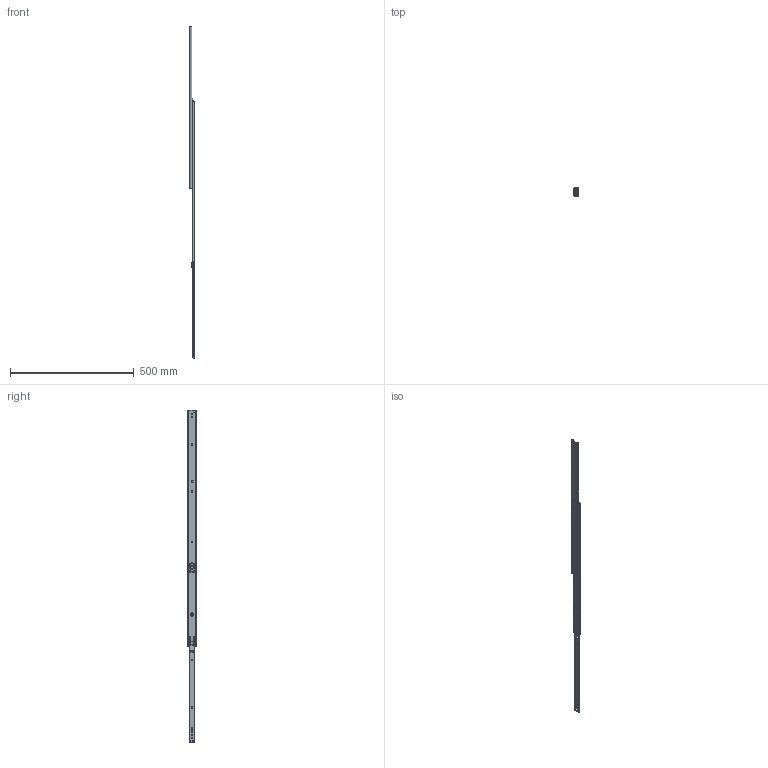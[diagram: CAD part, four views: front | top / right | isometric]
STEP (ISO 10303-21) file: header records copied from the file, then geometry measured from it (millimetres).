
FILE_DESCRIPTION(/* description */ ('Überauszug Serie 044 660x687'),/* implementation_level */ '2;1');
FILE_NAME(/* name */ '07000058010.stp',/* time_stamp */ '2020-06-17T15:20:30+02:00',/* author */ ('Dennis Bruder'),/* organization */ (''),/* preprocessor_version */ 'ST-DEVELOPER v18',/* originating_system */ 'Autodesk Inventor 2020',/* authorisation */ '');
FILE_SCHEMA (('AUTOMOTIVE_DESIGN { 1 0 10303 214 3 1 1 }'));
Products named in the file (1): 07000058010
Bounding box: 19 x 35.2 x 1342.5 mm (x, y, z)
Volume: 205800.4 mm3; surface area: 316273.3 mm2
Topology: 117 solids, 117 shells, 6215 faces, 19132 edges, 12472 vertices
Faces by surface type: plane 2448, cylinder 1379, bspline 1167, cone 630, torus 475, sphere 116
Full cylindrical faces by diameter (mm): 4 x51, 4.5 x1, 4.6 x1, 4.9 x3, 5 x3, 5.1 x1, 6 x1, 6.1 x2, 8 x1, 14 x4
Entity records: 263382 total; most frequent: CARTESIAN_POINT 100003, ORIENTED_EDGE 36836, DIRECTION 28319, EDGE_CURVE 18418, VERTEX_POINT 12238, AXIS2_PLACEMENT_3D 10512, LINE 7295, VECTOR 7295
